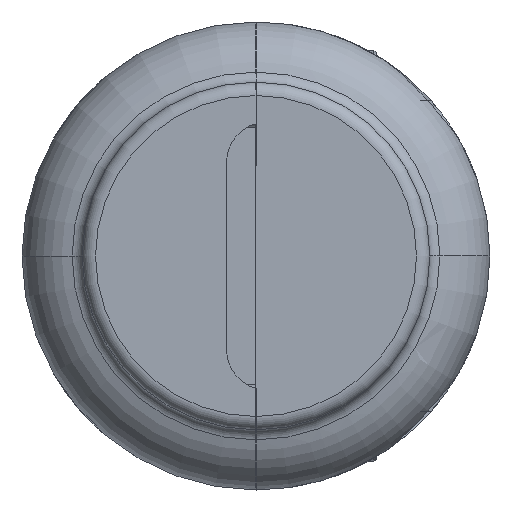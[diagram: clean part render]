
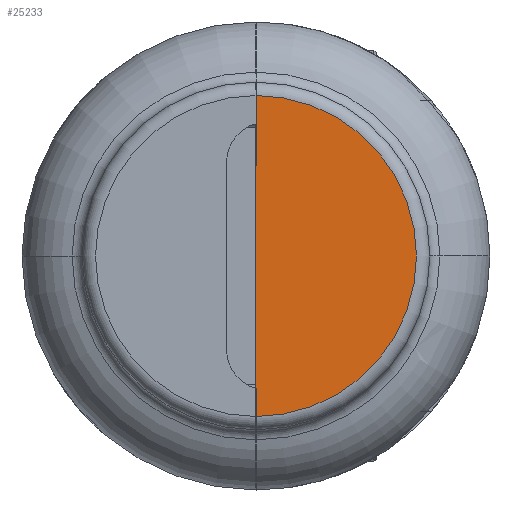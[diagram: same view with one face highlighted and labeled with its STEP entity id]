
A CAD part, front view. The second image highlights one B-rep face of the part: STEP entity #25233.
In plain terms, the highlighted planar face has unit normal (0, -1, 0).
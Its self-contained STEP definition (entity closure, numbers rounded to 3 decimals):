
#15707 = CARTESIAN_POINT ( 'NONE',  ( 0., -19., 6. ) ) ;
#15745 = DIRECTION ( 'NONE',  ( -1., 0., 0. ) ) ;
#15746 = DIRECTION ( 'NONE',  ( 0., -1., 0. ) ) ;
#15747 = CARTESIAN_POINT ( 'NONE',  ( 0., -19., 0. ) ) ;
#15748 = AXIS2_PLACEMENT_3D ( 'NONE', #15747, #15746, #15745 ) ;
#15749 = CIRCLE ( 'NONE', #15748, 6. ) ;
#16308 = FACE_OUTER_BOUND ( 'NONE', #25236, .T. ) ;
#16351 = DIRECTION ( 'NONE',  ( -1., 0., 0. ) ) ;
#16352 = DIRECTION ( 'NONE',  ( 0., 1., 0. ) ) ;
#16353 = CARTESIAN_POINT ( 'NONE',  ( 0., -19., 0. ) ) ;
#16354 = AXIS2_PLACEMENT_3D ( 'NONE', #16353, #16352, #16351 ) ;
#16357 = PLANE ( 'NONE',  #16354 ) ;
#16374 = CARTESIAN_POINT ( 'NONE',  ( 0., -19., -6. ) ) ;
#16380 = DIRECTION ( 'NONE',  ( 0., 0., 1. ) ) ;
#16381 = VECTOR ( 'NONE', #16380, 1000. ) ;
#16382 = CARTESIAN_POINT ( 'NONE',  ( 0., -19., 0. ) ) ;
#16383 = LINE ( 'NONE', #16382, #16381 ) ;
#25036 = VERTEX_POINT ( 'NONE', #15707 ) ;
#25042 = ORIENTED_EDGE ( 'NONE', *, *, #25046, .T. ) ;
#25046 = EDGE_CURVE ( 'NONE', #25248, #25036, #15749, .T. ) ;
#25233 = ADVANCED_FACE ( 'NONE', ( #16308 ), #16357, .F. ) ;
#25236 = EDGE_LOOP ( 'NONE', ( #25239, #25042 ) ) ;
#25239 = ORIENTED_EDGE ( 'NONE', *, *, #25244, .F. ) ;
#25244 = EDGE_CURVE ( 'NONE', #25248, #25036, #16383, .T. ) ;
#25248 = VERTEX_POINT ( 'NONE', #16374 ) ;
